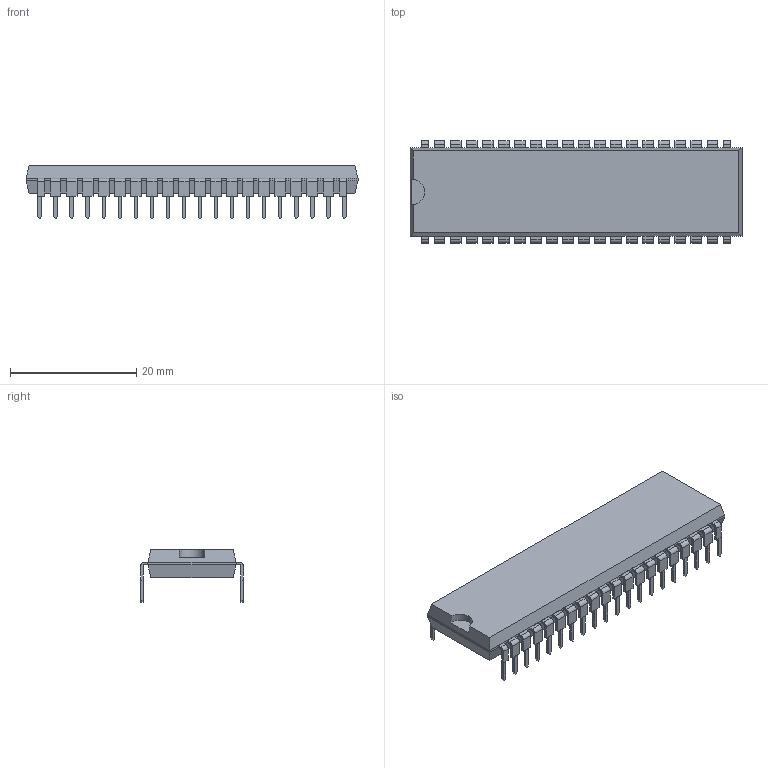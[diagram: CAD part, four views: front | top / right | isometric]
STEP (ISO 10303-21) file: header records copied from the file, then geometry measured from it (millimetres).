
FILE_DESCRIPTION(/* description */ (''),/* implementation_level */ '2;1');
FILE_NAME(/* name */ 'DIL40.step',/* time_stamp */ '2022-06-16T08:26:19+05:30',/* author */ (''),/* organization */ (''),/* preprocessor_version */ 'ST-DEVELOPER v19',/* originating_system */ 'Autodesk Translation Framework v11.7.0.108',/* authorisation */ '');
FILE_SCHEMA (('AUTOMOTIVE_DESIGN { 1 0 10303 214 3 1 1 }'));
Length unit declared in the file: millimetre
Products named in the file (2): DIL40; Model
Assembly tree (1 placements, depth 2):
  DIL40
    Model
Bounding box: 52.58 x 16.26 x 8.38 mm (x, y, z)
Volume: 3241.3 mm3; surface area: 2812 mm2
Topology: 81 solids, 81 shells, 736 faces, 1714 edges, 1140 vertices
Faces by surface type: plane 655, cylinder 81
Entity records: 20645 total; most frequent: CARTESIAN_POINT 3593, ORIENTED_EDGE 3428, DIRECTION 3356, EDGE_CURVE 1714, LINE 1550, VECTOR 1550, VERTEX_POINT 1140, AXIS2_PLACEMENT_3D 903
